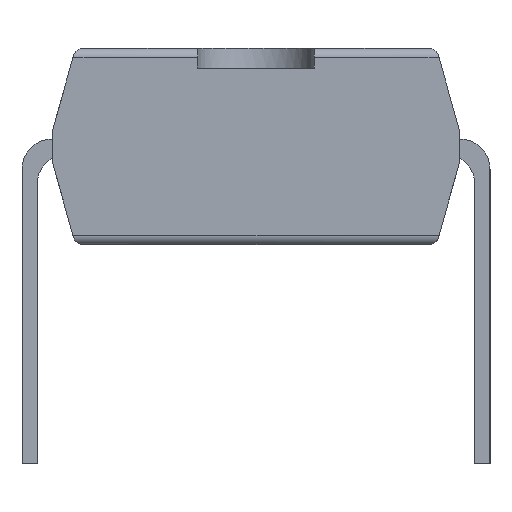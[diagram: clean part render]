
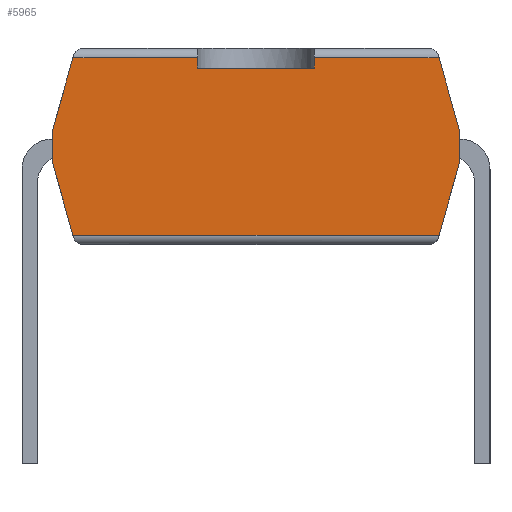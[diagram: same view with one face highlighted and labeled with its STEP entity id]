
A CAD part, left-side view. The second image highlights one B-rep face of the part: STEP entity #5965.
In plain terms, the highlighted planar face has unit normal (-1, 0, 0).
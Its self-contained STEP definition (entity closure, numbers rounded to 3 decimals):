
#313=PLANE('',#6395);
#612=FACE_OUTER_BOUND('',#917,.T.);
#917=EDGE_LOOP('',(#5538,#5539,#5540,#5541,#5542,#5543,#5544,#5545,#5546,
#5547,#5548,#5549));
#1647=LINE('',#9614,#2396);
#1653=LINE('',#9632,#2402);
#1656=LINE('',#9638,#2405);
#1657=LINE('',#9640,#2406);
#1658=LINE('',#9642,#2407);
#1659=LINE('',#9644,#2408);
#1660=LINE('',#9646,#2409);
#1661=LINE('',#9648,#2410);
#1662=LINE('',#9650,#2411);
#1663=LINE('',#9652,#2412);
#1664=LINE('',#9654,#2413);
#1665=LINE('',#9655,#2414);
#2396=VECTOR('',#7884,10.);
#2402=VECTOR('',#7904,10.);
#2405=VECTOR('',#7909,10.);
#2406=VECTOR('',#7910,10.);
#2407=VECTOR('',#7911,10.);
#2408=VECTOR('',#7912,10.);
#2409=VECTOR('',#7913,10.);
#2410=VECTOR('',#7914,10.);
#2411=VECTOR('',#7915,10.);
#2412=VECTOR('',#7916,10.);
#2413=VECTOR('',#7917,10.);
#2414=VECTOR('',#7918,10.);
#3047=VERTEX_POINT('',#9612);
#3048=VERTEX_POINT('',#9613);
#3053=VERTEX_POINT('',#9631);
#3055=VERTEX_POINT('',#9637);
#3056=VERTEX_POINT('',#9639);
#3057=VERTEX_POINT('',#9641);
#3058=VERTEX_POINT('',#9643);
#3059=VERTEX_POINT('',#9645);
#3060=VERTEX_POINT('',#9647);
#3061=VERTEX_POINT('',#9649);
#3062=VERTEX_POINT('',#9651);
#3063=VERTEX_POINT('',#9653);
#3877=EDGE_CURVE('',#3047,#3048,#1647,.T.);
#3887=EDGE_CURVE('',#3053,#3048,#1653,.T.);
#3890=EDGE_CURVE('',#3047,#3055,#1656,.T.);
#3891=EDGE_CURVE('',#3055,#3056,#1657,.T.);
#3892=EDGE_CURVE('',#3056,#3057,#1658,.T.);
#3893=EDGE_CURVE('',#3058,#3057,#1659,.T.);
#3894=EDGE_CURVE('',#3058,#3059,#1660,.T.);
#3895=EDGE_CURVE('',#3059,#3060,#1661,.T.);
#3896=EDGE_CURVE('',#3060,#3061,#1662,.T.);
#3897=EDGE_CURVE('',#3062,#3061,#1663,.T.);
#3898=EDGE_CURVE('',#3062,#3063,#1664,.T.);
#3899=EDGE_CURVE('',#3053,#3063,#1665,.T.);
#5538=ORIENTED_EDGE('',*,*,#3877,.F.);
#5539=ORIENTED_EDGE('',*,*,#3890,.T.);
#5540=ORIENTED_EDGE('',*,*,#3891,.T.);
#5541=ORIENTED_EDGE('',*,*,#3892,.T.);
#5542=ORIENTED_EDGE('',*,*,#3893,.F.);
#5543=ORIENTED_EDGE('',*,*,#3894,.T.);
#5544=ORIENTED_EDGE('',*,*,#3895,.T.);
#5545=ORIENTED_EDGE('',*,*,#3896,.T.);
#5546=ORIENTED_EDGE('',*,*,#3897,.F.);
#5547=ORIENTED_EDGE('',*,*,#3898,.T.);
#5548=ORIENTED_EDGE('',*,*,#3899,.F.);
#5549=ORIENTED_EDGE('',*,*,#3887,.T.);
#5965=ADVANCED_FACE('',(#612),#313,.T.);
#6395=AXIS2_PLACEMENT_3D('',#9636,#7907,#7908);
#7884=DIRECTION('',(0.,1.,0.));
#7904=DIRECTION('',(0.,-0.271,-0.963));
#7907=DIRECTION('center_axis',(-1.,0.,0.));
#7908=DIRECTION('ref_axis',(0.,-1.,0.));
#7909=DIRECTION('',(0.,-0.271,0.963));
#7910=DIRECTION('',(0.,0.,1.));
#7911=DIRECTION('',(0.,0.271,0.963));
#7912=DIRECTION('',(0.,-1.,0.));
#7913=DIRECTION('',(0.,0.,-1.));
#7914=DIRECTION('',(0.,1.,0.));
#7915=DIRECTION('',(0.,0.,1.));
#7916=DIRECTION('',(0.,-1.,0.));
#7917=DIRECTION('',(0.,0.271,-0.963));
#7918=DIRECTION('',(0.,0.,1.));
#9612=CARTESIAN_POINT('',(-11.557,-3.08,0.738));
#9613=CARTESIAN_POINT('',(-11.557,3.08,0.738));
#9614=CARTESIAN_POINT('',(-11.557,1.715,0.738));
#9631=CARTESIAN_POINT('',(-11.557,3.429,1.978));
#9632=CARTESIAN_POINT('',(-11.557,3.247,1.331));
#9636=CARTESIAN_POINT('Origin',(-11.557,3.429,0.581));
#9637=CARTESIAN_POINT('',(-11.557,-3.429,1.978));
#9638=CARTESIAN_POINT('',(-11.557,-2.797,-0.263));
#9639=CARTESIAN_POINT('',(-11.557,-3.429,2.486));
#9640=CARTESIAN_POINT('',(-11.557,-3.429,0.581));
#9641=CARTESIAN_POINT('',(-11.557,-3.08,3.726));
#9642=CARTESIAN_POINT('',(-11.557,-3.425,2.499));
#9643=CARTESIAN_POINT('',(-11.557,-0.984,3.726));
#9644=CARTESIAN_POINT('',(-11.557,1.715,3.726));
#9645=CARTESIAN_POINT('',(-11.557,-0.984,3.553));
#9646=CARTESIAN_POINT('',(-11.557,-0.984,3.883));
#9647=CARTESIAN_POINT('',(-11.557,0.984,3.553));
#9648=CARTESIAN_POINT('',(-11.557,1.715,3.553));
#9649=CARTESIAN_POINT('',(-11.557,0.984,3.726));
#9650=CARTESIAN_POINT('',(-11.557,0.984,3.883));
#9651=CARTESIAN_POINT('',(-11.557,3.08,3.726));
#9652=CARTESIAN_POINT('',(-11.557,1.715,3.726));
#9653=CARTESIAN_POINT('',(-11.557,3.429,2.486));
#9654=CARTESIAN_POINT('',(-11.557,3.481,2.302));
#9655=CARTESIAN_POINT('',(-11.557,3.429,0.581));
